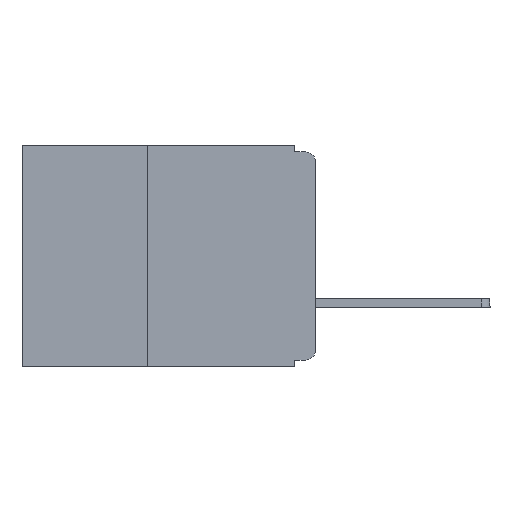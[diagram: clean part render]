
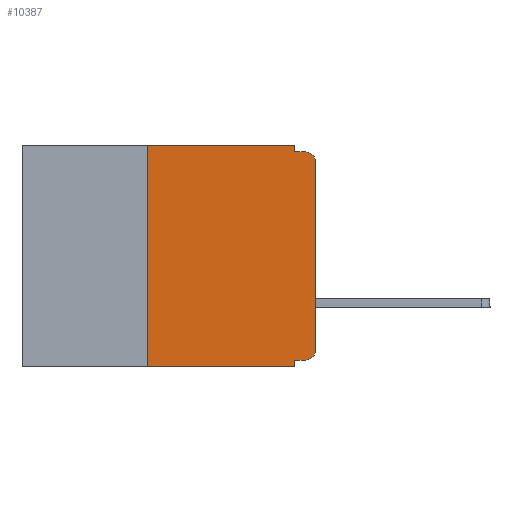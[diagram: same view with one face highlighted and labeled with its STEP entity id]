
A CAD part, left-side view. The second image highlights one B-rep face of the part: STEP entity #10387.
In plain terms, the highlighted planar face has unit normal (-1, 0, 0).
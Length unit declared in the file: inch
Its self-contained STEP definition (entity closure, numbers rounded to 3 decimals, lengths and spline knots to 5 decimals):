
#408 = ORIENTED_EDGE ( 'NONE', *, *, #15870, .T. ) ;
#898 = CARTESIAN_POINT ( 'NONE',  ( 0., 0., 0. ) ) ;
#913 = VECTOR ( 'NONE', #11536, 39.37008 ) ;
#944 = DIRECTION ( 'NONE',  ( 0., 0., 1. ) ) ;
#1116 = LINE ( 'NONE', #11464, #913 ) ;
#1590 = CARTESIAN_POINT ( 'NONE',  ( 0., 0.031, 0. ) ) ;
#1815 = VERTEX_POINT ( 'NONE', #11726 ) ;
#1865 = DIRECTION ( 'NONE',  ( 0., 0., -1. ) ) ;
#1931 = VERTEX_POINT ( 'NONE', #10172 ) ;
#2018 = VECTOR ( 'NONE', #2505, 39.37008 ) ;
#2057 = LINE ( 'NONE', #4026, #2018 ) ;
#2121 = LINE ( 'NONE', #3910, #2227 ) ;
#2227 = VECTOR ( 'NONE', #5347, 39.37008 ) ;
#2505 = DIRECTION ( 'NONE',  ( 0., 1., 0. ) ) ;
#2713 = CARTESIAN_POINT ( 'NONE',  ( 0., 0., -0.01 ) ) ;
#3156 = VERTEX_POINT ( 'NONE', #17954 ) ;
#3218 = DIRECTION ( 'NONE',  ( 0., -1., 0. ) ) ;
#3457 = VECTOR ( 'NONE', #13328, 39.37008 ) ;
#3635 = LINE ( 'NONE', #16660, #3457 ) ;
#3910 = CARTESIAN_POINT ( 'NONE',  ( 0., 0.031, -0.33 ) ) ;
#4026 = CARTESIAN_POINT ( 'NONE',  ( 0., 0., -0.32 ) ) ;
#4075 = VECTOR ( 'NONE', #944, 39.37008 ) ;
#4199 = LINE ( 'NONE', #898, #4075 ) ;
#4769 = VERTEX_POINT ( 'NONE', #6458 ) ;
#4838 = DIRECTION ( 'NONE',  ( 0., 0., -1. ) ) ;
#4860 = DIRECTION ( 'NONE',  ( 1., 0., 0. ) ) ;
#5011 = ORIENTED_EDGE ( 'NONE', *, *, #17296, .F. ) ;
#5045 = CARTESIAN_POINT ( 'NONE',  ( 0., 0.437, 0. ) ) ;
#5076 = PLANE ( 'NONE',  #14056 ) ;
#5337 = VERTEX_POINT ( 'NONE', #16047 ) ;
#5347 = DIRECTION ( 'NONE',  ( 0., 0., -1. ) ) ;
#5399 = CARTESIAN_POINT ( 'NONE',  ( 0., 0.25, -0.33 ) ) ;
#5612 = VECTOR ( 'NONE', #1865, 39.37008 ) ;
#5701 = LINE ( 'NONE', #1590, #5612 ) ;
#6086 = ORIENTED_EDGE ( 'NONE', *, *, #11489, .F. ) ;
#6458 = CARTESIAN_POINT ( 'NONE',  ( 0., 0.031, -0.32 ) ) ;
#6529 = CIRCLE ( 'NONE', #18092, 0.015 ) ;
#7433 = ORIENTED_EDGE ( 'NONE', *, *, #16833, .F. ) ;
#7595 = ORIENTED_EDGE ( 'NONE', *, *, #11950, .F. ) ;
#7867 = CARTESIAN_POINT ( 'NONE',  ( 0., 0.015, -0.32 ) ) ;
#8020 = ORIENTED_EDGE ( 'NONE', *, *, #14307, .T. ) ;
#8236 = DIRECTION ( 'NONE',  ( 0., -1., 0. ) ) ;
#8609 = CARTESIAN_POINT ( 'NONE',  ( 0., 0.437, -0.33 ) ) ;
#8729 = LINE ( 'NONE', #2713, #8853 ) ;
#8740 = ORIENTED_EDGE ( 'NONE', *, *, #16625, .F. ) ;
#8853 = VECTOR ( 'NONE', #3218, 39.37008 ) ;
#8936 = VERTEX_POINT ( 'NONE', #17643 ) ;
#8957 = ORIENTED_EDGE ( 'NONE', *, *, #16629, .F. ) ;
#9331 = ORIENTED_EDGE ( 'NONE', *, *, #15178, .T. ) ;
#9353 = CIRCLE ( 'NONE', #13685, 0.015 ) ;
#10172 = CARTESIAN_POINT ( 'NONE',  ( 0., 0.031, 0. ) ) ;
#10387 = ADVANCED_FACE ( 'NONE', ( #14436 ), #5076, .F. ) ;
#11464 = CARTESIAN_POINT ( 'NONE',  ( 0., 0.437, 0. ) ) ;
#11489 = EDGE_CURVE ( 'NONE', #1931, #5337, #5701, .T. ) ;
#11536 = DIRECTION ( 'NONE',  ( 0., -1., 0. ) ) ;
#11720 = EDGE_LOOP ( 'NONE', ( #13612, #408, #5011, #6086, #7433, #7595, #8020, #8740, #8957, #9331 ) ) ;
#11726 = CARTESIAN_POINT ( 'NONE',  ( 0., 0., -0.025 ) ) ;
#11950 = EDGE_CURVE ( 'NONE', #17492, #3156, #3635, .T. ) ;
#12190 = VECTOR ( 'NONE', #8236, 39.37008 ) ;
#12194 = VERTEX_POINT ( 'NONE', #13738 ) ;
#12204 = LINE ( 'NONE', #8609, #12190 ) ;
#13328 = DIRECTION ( 'NONE',  ( 0., 0., 1. ) ) ;
#13612 = ORIENTED_EDGE ( 'NONE', *, *, #17966, .T. ) ;
#13685 = AXIS2_PLACEMENT_3D ( 'NONE', #17056, #17040, #17020 ) ;
#13738 = CARTESIAN_POINT ( 'NONE',  ( 0., 0.031, -0.33 ) ) ;
#14056 = AXIS2_PLACEMENT_3D ( 'NONE', #5045, #4860, #4838 ) ;
#14307 = EDGE_CURVE ( 'NONE', #17492, #12194, #12204, .T. ) ;
#14436 = FACE_OUTER_BOUND ( 'NONE', #11720, .T. ) ;
#15178 = EDGE_CURVE ( 'NONE', #15459, #15185, #9353, .T. ) ;
#15185 = VERTEX_POINT ( 'NONE', #16897 ) ;
#15459 = VERTEX_POINT ( 'NONE', #7867 ) ;
#15870 = EDGE_CURVE ( 'NONE', #1815, #8936, #6529, .T. ) ;
#15898 = DIRECTION ( 'NONE',  ( 0., 0., -1. ) ) ;
#16003 = DIRECTION ( 'NONE',  ( -1., 0., 0. ) ) ;
#16047 = CARTESIAN_POINT ( 'NONE',  ( 0., 0.031, -0.01 ) ) ;
#16073 = CARTESIAN_POINT ( 'NONE',  ( 0., 0.015, -0.025 ) ) ;
#16625 = EDGE_CURVE ( 'NONE', #4769, #12194, #2121, .T. ) ;
#16629 = EDGE_CURVE ( 'NONE', #15459, #4769, #2057, .T. ) ;
#16660 = CARTESIAN_POINT ( 'NONE',  ( 0., 0.25, -0.33 ) ) ;
#16833 = EDGE_CURVE ( 'NONE', #3156, #1931, #1116, .T. ) ;
#16897 = CARTESIAN_POINT ( 'NONE',  ( 0., 0., -0.305 ) ) ;
#17020 = DIRECTION ( 'NONE',  ( 0., 0., -1. ) ) ;
#17040 = DIRECTION ( 'NONE',  ( -1., 0., 0. ) ) ;
#17056 = CARTESIAN_POINT ( 'NONE',  ( 0., 0.015, -0.305 ) ) ;
#17296 = EDGE_CURVE ( 'NONE', #5337, #8936, #8729, .T. ) ;
#17492 = VERTEX_POINT ( 'NONE', #5399 ) ;
#17643 = CARTESIAN_POINT ( 'NONE',  ( 0., 0.015, -0.01 ) ) ;
#17954 = CARTESIAN_POINT ( 'NONE',  ( 0., 0.25, 0. ) ) ;
#17966 = EDGE_CURVE ( 'NONE', #15185, #1815, #4199, .T. ) ;
#18092 = AXIS2_PLACEMENT_3D ( 'NONE', #16073, #16003, #15898 ) ;
